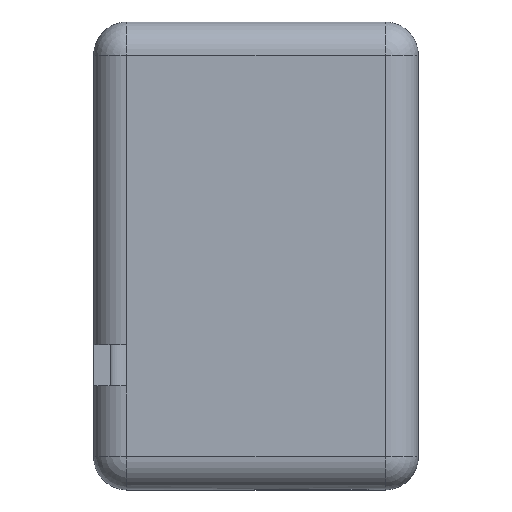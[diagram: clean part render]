
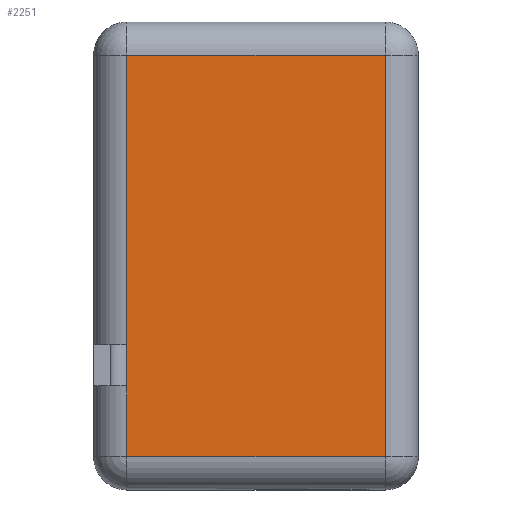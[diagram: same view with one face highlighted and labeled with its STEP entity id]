
A CAD part, top view. The second image highlights one B-rep face of the part: STEP entity #2251.
In plain terms, the highlighted planar face has unit normal (0, 0, 1).
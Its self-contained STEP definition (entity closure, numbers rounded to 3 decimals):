
#1475 = VERTEX_POINT('',#1476);
#1476 = CARTESIAN_POINT('',(19.385,-30.135,18.2));
#1483 = EDGE_CURVE('',#1475,#1484,#1486,.T.);
#1484 = VERTEX_POINT('',#1485);
#1485 = CARTESIAN_POINT('',(19.385,30.135,18.2));
#1486 = LINE('',#1487,#1488);
#1487 = CARTESIAN_POINT('',(19.385,-35.125,18.2));
#1488 = VECTOR('',#1489,1.);
#1489 = DIRECTION('',(0.,1.,0.));
#1606 = VERTEX_POINT('',#1607);
#1607 = CARTESIAN_POINT('',(-19.385,30.135,18.2));
#1614 = EDGE_CURVE('',#1484,#1606,#1615,.T.);
#1615 = LINE('',#1616,#1617);
#1616 = CARTESIAN_POINT('',(24.375,30.135,18.2));
#1617 = VECTOR('',#1618,1.);
#1618 = DIRECTION('',(-1.,0.,0.));
#1716 = VERTEX_POINT('',#1717);
#1717 = CARTESIAN_POINT('',(-19.385,-19.525,18.2));
#1724 = EDGE_CURVE('',#1716,#1725,#1727,.T.);
#1725 = VERTEX_POINT('',#1726);
#1726 = CARTESIAN_POINT('',(-19.385,-30.135,18.2));
#1727 = LINE('',#1728,#1729);
#1728 = CARTESIAN_POINT('',(-19.385,35.125,18.2));
#1729 = VECTOR('',#1730,1.);
#1730 = DIRECTION('',(0.,-1.,0.));
#1775 = VERTEX_POINT('',#1776);
#1776 = CARTESIAN_POINT('',(-19.375,-19.525,18.2));
#1782 = EDGE_CURVE('',#1716,#1775,#1783,.T.);
#1783 = LINE('',#1784,#1785);
#1784 = CARTESIAN_POINT('',(-12.188,-19.525,18.2));
#1785 = VECTOR('',#1786,1.);
#1786 = DIRECTION('',(1.,0.,0.));
#1823 = VERTEX_POINT('',#1824);
#1824 = CARTESIAN_POINT('',(-19.385,-13.32,18.2));
#1831 = EDGE_CURVE('',#1832,#1823,#1834,.T.);
#1832 = VERTEX_POINT('',#1833);
#1833 = CARTESIAN_POINT('',(-19.375,-13.32,18.2));
#1834 = LINE('',#1835,#1836);
#1835 = CARTESIAN_POINT('',(-12.188,-13.32,18.2));
#1836 = VECTOR('',#1837,1.);
#1837 = DIRECTION('',(-1.,0.,0.));
#1878 = EDGE_CURVE('',#1606,#1823,#1879,.T.);
#1879 = LINE('',#1880,#1881);
#1880 = CARTESIAN_POINT('',(-19.385,35.125,18.2));
#1881 = VECTOR('',#1882,1.);
#1882 = DIRECTION('',(0.,-1.,0.));
#1901 = EDGE_CURVE('',#1725,#1475,#1902,.T.);
#1902 = LINE('',#1903,#1904);
#1903 = CARTESIAN_POINT('',(-24.375,-30.135,18.2));
#1904 = VECTOR('',#1905,1.);
#1905 = DIRECTION('',(1.,0.,0.));
#2251 = ADVANCED_FACE('',(#2252),#2267,.T.);
#2252 = FACE_BOUND('',#2253,.T.);
#2253 = EDGE_LOOP('',(#2254,#2255,#2256,#2257,#2258,#2259,#2260,#2266));
#2254 = ORIENTED_EDGE('',*,*,#1724,.T.);
#2255 = ORIENTED_EDGE('',*,*,#1901,.T.);
#2256 = ORIENTED_EDGE('',*,*,#1483,.T.);
#2257 = ORIENTED_EDGE('',*,*,#1614,.T.);
#2258 = ORIENTED_EDGE('',*,*,#1878,.T.);
#2259 = ORIENTED_EDGE('',*,*,#1831,.F.);
#2260 = ORIENTED_EDGE('',*,*,#2261,.F.);
#2261 = EDGE_CURVE('',#1775,#1832,#2262,.T.);
#2262 = LINE('',#2263,#2264);
#2263 = CARTESIAN_POINT('',(-19.375,-8.211,18.2));
#2264 = VECTOR('',#2265,1.);
#2265 = DIRECTION('',(0.,1.,0.));
#2266 = ORIENTED_EDGE('',*,*,#1782,.F.);
#2267 = PLANE('',#2268);
#2268 = AXIS2_PLACEMENT_3D('',#2269,#2270,#2271);
#2269 = CARTESIAN_POINT('',(0.,0.,18.2));
#2270 = DIRECTION('',(0.,0.,1.));
#2271 = DIRECTION('',(1.,0.,0.));
